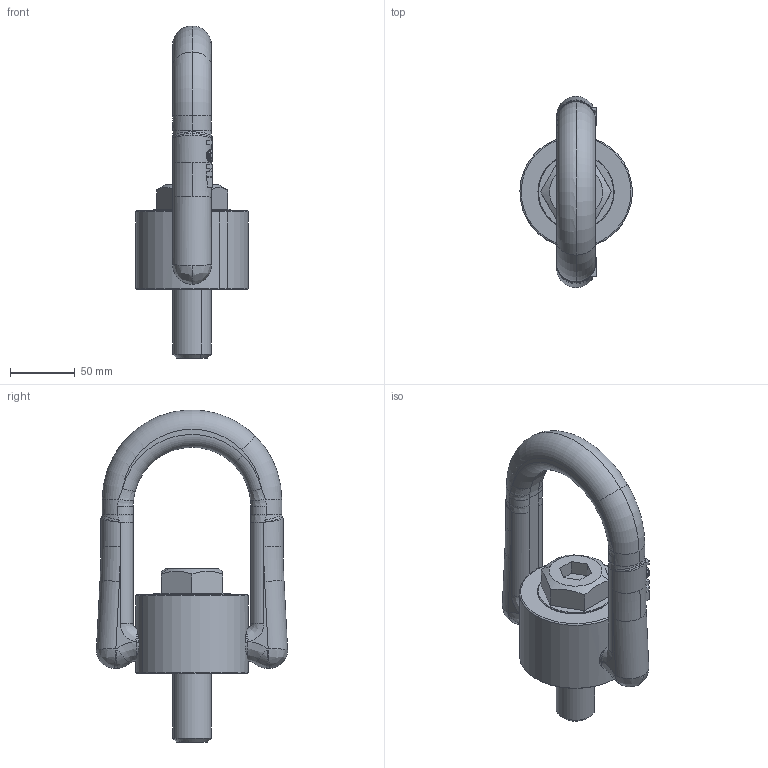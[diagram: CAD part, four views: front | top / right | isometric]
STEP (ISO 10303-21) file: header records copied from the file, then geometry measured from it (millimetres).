
FILE_DESCRIPTION(('CATIA V5 STEP Exchange'),'2;1');
FILE_NAME('8-232-078.stp','2017-06-16T07:52:29+00:00',('none'),('none'),'CATIA Version 5 Release 21 GA (IN-10)','CATIA V5 STEP AP203','none');
FILE_SCHEMA(('CONFIG_CONTROL_DESIGN'));
Length unit declared in the file: millimetre
Products named in the file (1): 8-232-078
Bounding box: 86.85 x 147.94 x 256.98 mm (x, y, z)
Volume: 718986.1 mm3; surface area: 75744.4 mm2
Topology: 1 solids, 1 shells, 299 faces, 818 edges, 523 vertices
Faces by surface type: plane 175, cylinder 50, bspline 40, torus 24, cone 8, extrusion 2
Entity records: 15300 total; most frequent: CARTESIAN_POINT 8652, ORIENTED_EDGE 1630, DIRECTION 931, EDGE_CURVE 815, VERTEX_POINT 523, VECTOR 387, LINE 385, AXIS2_PLACEMENT_3D 329
